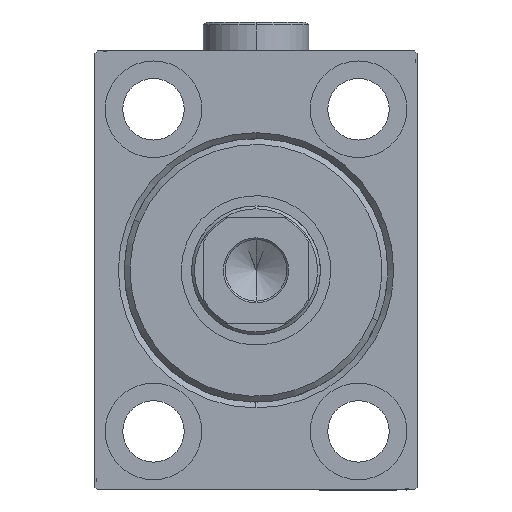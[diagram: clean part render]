
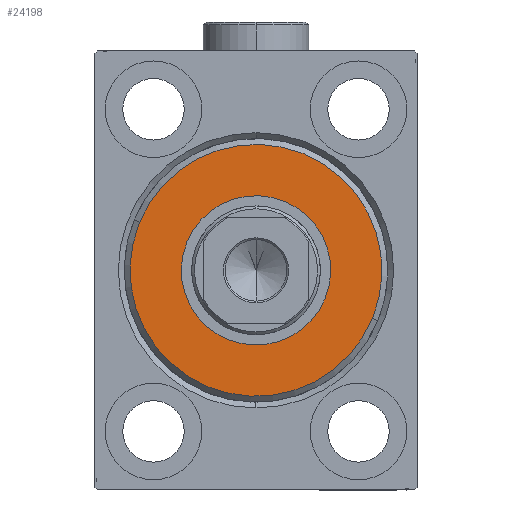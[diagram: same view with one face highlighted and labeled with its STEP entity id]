
A CAD part, left-side view. The second image highlights one B-rep face of the part: STEP entity #24198.
In plain terms, the highlighted face is planar.
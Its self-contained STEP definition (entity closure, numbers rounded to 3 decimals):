
#928 = CARTESIAN_POINT ( 'NONE',  ( 3., 0., 0. ) ) ;
#1428 = AXIS2_PLACEMENT_3D ( 'NONE', #928, #28601, #27925 ) ;
#1711 = VERTEX_POINT ( 'NONE', #26245 ) ;
#1828 = CARTESIAN_POINT ( 'NONE',  ( 3., 0., 0. ) ) ;
#2194 = ORIENTED_EDGE ( 'NONE', *, *, #41381, .T. ) ;
#2279 = DIRECTION ( 'NONE',  ( 1., 0., 0. ) ) ;
#3332 = CIRCLE ( 'NONE', #9168, 21.5 ) ;
#4305 = DIRECTION ( 'NONE',  ( 0., 0., -1. ) ) ;
#5299 = CIRCLE ( 'NONE', #26502, 21.5 ) ;
#6202 = ORIENTED_EDGE ( 'NONE', *, *, #29343, .T. ) ;
#9168 = AXIS2_PLACEMENT_3D ( 'NONE', #13256, #2279, #13706 ) ;
#9184 = VERTEX_POINT ( 'NONE', #40409 ) ;
#10798 = ORIENTED_EDGE ( 'NONE', *, *, #29001, .T. ) ;
#13109 = EDGE_CURVE ( 'NONE', #9184, #14072, #3332, .T. ) ;
#13256 = CARTESIAN_POINT ( 'NONE',  ( 3., 0., 0. ) ) ;
#13706 = DIRECTION ( 'NONE',  ( 0., 0., -1. ) ) ;
#13844 = CIRCLE ( 'NONE', #27718, 12.75 ) ;
#13986 = CARTESIAN_POINT ( 'NONE',  ( 3., 0., 21.5 ) ) ;
#14072 = VERTEX_POINT ( 'NONE', #13986 ) ;
#15222 = DIRECTION ( 'NONE',  ( -1., 0., 0. ) ) ;
#16001 = DIRECTION ( 'NONE',  ( 0., 0., -1. ) ) ;
#18815 = AXIS2_PLACEMENT_3D ( 'NONE', #1828, #22170, #16001 ) ;
#22064 = CARTESIAN_POINT ( 'NONE',  ( 3., 0., 0. ) ) ;
#22170 = DIRECTION ( 'NONE',  ( 1., 0., 0. ) ) ;
#23297 = EDGE_LOOP ( 'NONE', ( #2194, #44446 ) ) ;
#24198 = ADVANCED_FACE ( 'NONE', ( #32687, #25621 ), #33370, .T. ) ;
#24669 = DIRECTION ( 'NONE',  ( 1., 0., 0. ) ) ;
#25621 = FACE_BOUND ( 'NONE', #35153, .T. ) ;
#26245 = CARTESIAN_POINT ( 'NONE',  ( 3., 0., 12.75 ) ) ;
#26502 = AXIS2_PLACEMENT_3D ( 'NONE', #42248, #24669, #4305 ) ;
#27718 = AXIS2_PLACEMENT_3D ( 'NONE', #22064, #15222, #33040 ) ;
#27925 = DIRECTION ( 'NONE',  ( 0., 0., -1. ) ) ;
#28069 = VERTEX_POINT ( 'NONE', #30281 ) ;
#28601 = DIRECTION ( 'NONE',  ( -1., 0., 0. ) ) ;
#29001 = EDGE_CURVE ( 'NONE', #1711, #28069, #13844, .T. ) ;
#29343 = EDGE_CURVE ( 'NONE', #28069, #1711, #40834, .T. ) ;
#30281 = CARTESIAN_POINT ( 'NONE',  ( 3., 0., -12.75 ) ) ;
#32687 = FACE_OUTER_BOUND ( 'NONE', #23297, .T. ) ;
#33040 = DIRECTION ( 'NONE',  ( 0., 0., -1. ) ) ;
#33370 = PLANE ( 'NONE',  #18815 ) ;
#35153 = EDGE_LOOP ( 'NONE', ( #10798, #6202 ) ) ;
#40409 = CARTESIAN_POINT ( 'NONE',  ( 3., 0., -21.5 ) ) ;
#40834 = CIRCLE ( 'NONE', #1428, 12.75 ) ;
#41381 = EDGE_CURVE ( 'NONE', #14072, #9184, #5299, .T. ) ;
#42248 = CARTESIAN_POINT ( 'NONE',  ( 3., 0., 0. ) ) ;
#44446 = ORIENTED_EDGE ( 'NONE', *, *, #13109, .T. ) ;
